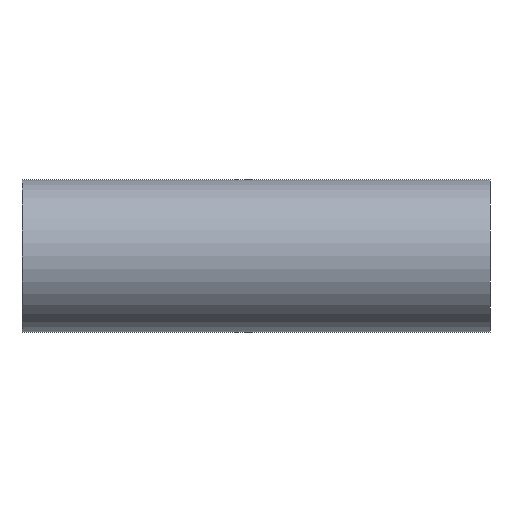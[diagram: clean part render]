
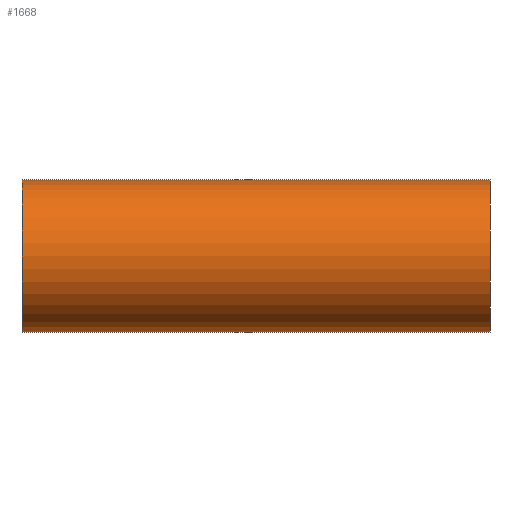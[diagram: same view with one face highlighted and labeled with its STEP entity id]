
A CAD part, front view. The second image highlights one B-rep face of the part: STEP entity #1668.
In plain terms, the highlighted cylindrical face has radius 9.75 mm (diameter 19.5 mm), a partial arc.
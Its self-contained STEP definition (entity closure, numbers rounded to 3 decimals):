
#7 = CARTESIAN_POINT ( 'NONE',  ( 0., 0., 9.75 ) ) ;
#41 = AXIS2_PLACEMENT_3D ( 'NONE', #952, #1389, #124 ) ;
#122 = VERTEX_POINT ( 'NONE', #1124 ) ;
#124 = DIRECTION ( 'NONE',  ( 0., 0., 1. ) ) ;
#127 = ORIENTED_EDGE ( 'NONE', *, *, #794, .T. ) ;
#132 = CIRCLE ( 'NONE', #625, 9.75 ) ;
#146 = EDGE_CURVE ( 'NONE', #269, #122, #582, .T. ) ;
#225 = AXIS2_PLACEMENT_3D ( 'NONE', #317, #1737, #1747 ) ;
#233 = LINE ( 'NONE', #1622, #1144 ) ;
#234 = DIRECTION ( 'NONE',  ( 1., 0., 0. ) ) ;
#269 = VERTEX_POINT ( 'NONE', #478 ) ;
#317 = CARTESIAN_POINT ( 'NONE',  ( 0., 0., 0. ) ) ;
#478 = CARTESIAN_POINT ( 'NONE',  ( 60., 0., -9.75 ) ) ;
#532 = FACE_OUTER_BOUND ( 'NONE', #1113, .T. ) ;
#580 = EDGE_CURVE ( 'NONE', #1079, #122, #1017, .T. ) ;
#582 = LINE ( 'NONE', #1145, #783 ) ;
#625 = AXIS2_PLACEMENT_3D ( 'NONE', #1794, #234, #1381 ) ;
#783 = VECTOR ( 'NONE', #1709, 1000. ) ;
#794 = EDGE_CURVE ( 'NONE', #1657, #1079, #233, .T. ) ;
#952 = CARTESIAN_POINT ( 'NONE',  ( 60., 0., 0. ) ) ;
#1017 = CIRCLE ( 'NONE', #225, 9.75 ) ;
#1079 = VERTEX_POINT ( 'NONE', #7 ) ;
#1113 = EDGE_LOOP ( 'NONE', ( #1489, #1379, #127, #1721 ) ) ;
#1124 = CARTESIAN_POINT ( 'NONE',  ( 0., 0., -9.75 ) ) ;
#1144 = VECTOR ( 'NONE', #1370, 1000. ) ;
#1145 = CARTESIAN_POINT ( 'NONE',  ( 60., 0., -9.75 ) ) ;
#1370 = DIRECTION ( 'NONE',  ( -1., 0., 0. ) ) ;
#1379 = ORIENTED_EDGE ( 'NONE', *, *, #1565, .F. ) ;
#1381 = DIRECTION ( 'NONE',  ( 0., 0., -1. ) ) ;
#1389 = DIRECTION ( 'NONE',  ( -1., 0., 0. ) ) ;
#1489 = ORIENTED_EDGE ( 'NONE', *, *, #146, .F. ) ;
#1565 = EDGE_CURVE ( 'NONE', #1657, #269, #132, .T. ) ;
#1622 = CARTESIAN_POINT ( 'NONE',  ( 60., 0., 9.75 ) ) ;
#1650 = CYLINDRICAL_SURFACE ( 'NONE', #41, 9.75 ) ;
#1657 = VERTEX_POINT ( 'NONE', #1813 ) ;
#1668 = ADVANCED_FACE ( 'NONE', ( #532 ), #1650, .T. ) ;
#1709 = DIRECTION ( 'NONE',  ( -1., 0., 0. ) ) ;
#1721 = ORIENTED_EDGE ( 'NONE', *, *, #580, .T. ) ;
#1737 = DIRECTION ( 'NONE',  ( 1., 0., 0. ) ) ;
#1747 = DIRECTION ( 'NONE',  ( 0., 0., -1. ) ) ;
#1794 = CARTESIAN_POINT ( 'NONE',  ( 60., 0., 0. ) ) ;
#1813 = CARTESIAN_POINT ( 'NONE',  ( 60., 0., 9.75 ) ) ;
